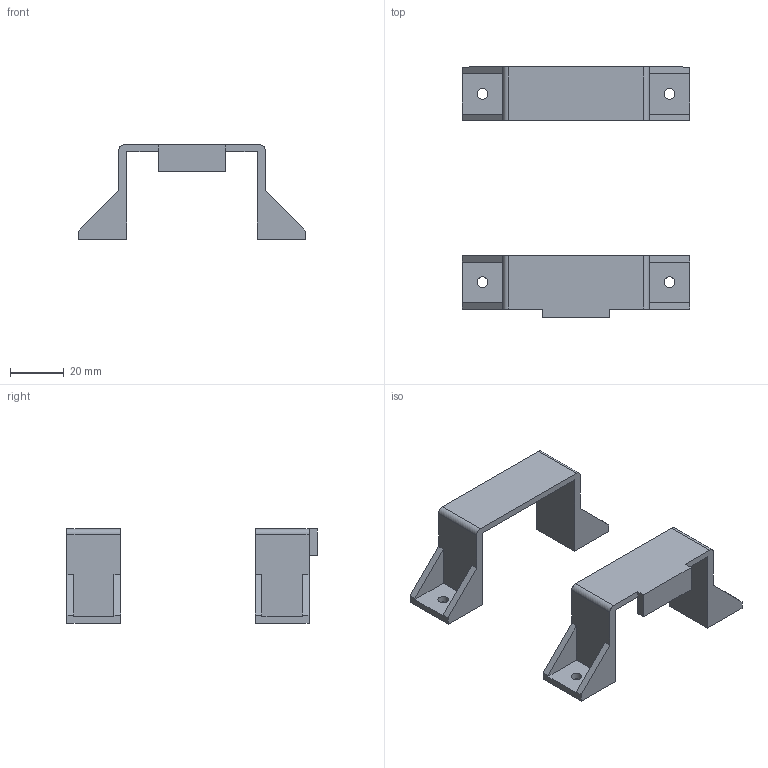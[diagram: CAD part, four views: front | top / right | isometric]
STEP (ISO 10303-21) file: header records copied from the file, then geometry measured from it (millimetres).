
FILE_DESCRIPTION(/* description */ (''),/* implementation_level */ '2;1');
FILE_NAME(/* name */ 'Unifi Switch PSU Mount v1.stp',/* time_stamp */ '2022-09-22T11:52:52+02:00',/* author */ (''),/* organization */ (''),/* preprocessor_version */ 'ST-DEVELOPER v19',/* originating_system */ 'Autodesk Translation Framework v11.7.0.108',/* authorisation */ '');
FILE_SCHEMA (('AUTOMOTIVE_DESIGN { 1 0 10303 214 3 1 1 }'));
Length unit declared in the file: millimetre
Products named in the file (1): Unifi Switch PSU Mount
Bounding box: 84.5 x 93 x 35 mm (x, y, z)
Volume: 19205.7 mm3; surface area: 16063.9 mm2
Topology: 2 solids, 2 shells, 58 faces, 160 edges, 106 vertices
Faces by surface type: plane 50, cylinder 8
Full cylindrical faces by diameter (mm): 4 x4
Entity records: 1872 total; most frequent: CARTESIAN_POINT 325, ORIENTED_EDGE 320, DIRECTION 294, EDGE_CURVE 160, LINE 144, VECTOR 144, VERTEX_POINT 106, AXIS2_PLACEMENT_3D 75
